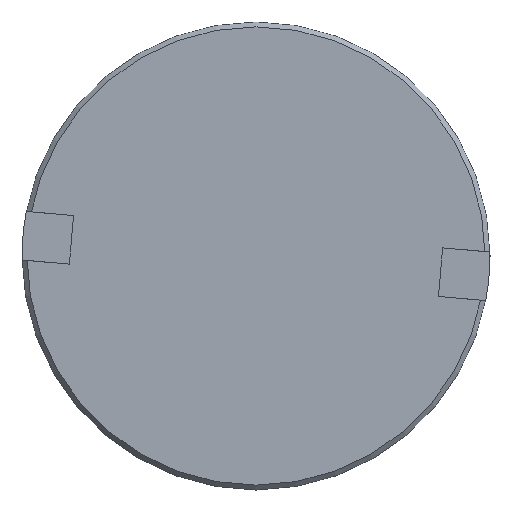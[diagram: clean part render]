
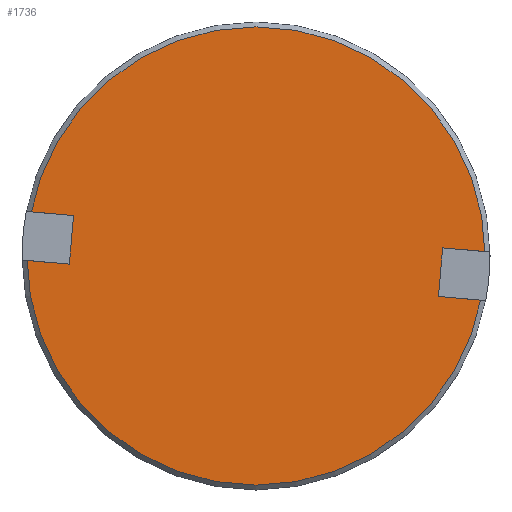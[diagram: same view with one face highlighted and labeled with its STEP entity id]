
A CAD part, front view. The second image highlights one B-rep face of the part: STEP entity #1736.
In plain terms, the highlighted planar face has unit normal (0, -1, 0).
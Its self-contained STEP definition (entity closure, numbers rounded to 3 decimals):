
#205=FACE_BOUND('',#343,.T.);
#206=FACE_BOUND('',#344,.T.);
#209=PLANE('',#1851);
#244=FACE_OUTER_BOUND('',#342,.T.);
#342=EDGE_LOOP('',(#1189));
#343=EDGE_LOOP('',(#1190,#1191,#1192,#1193));
#344=EDGE_LOOP('',(#1194,#1195,#1196,#1197));
#444=LINE('',#2143,#578);
#445=LINE('',#2147,#579);
#446=LINE('',#2148,#580);
#447=LINE('',#2153,#581);
#448=LINE('',#2155,#582);
#449=LINE('',#2156,#583);
#578=VECTOR('',#1911,10.);
#579=VECTOR('',#1914,10.);
#580=VECTOR('',#1915,10.);
#581=VECTOR('',#1918,10.);
#582=VECTOR('',#1919,10.);
#583=VECTOR('',#1920,10.);
#711=CIRCLE('',#1848,23.5);
#713=CIRCLE('',#1852,23.);
#714=CIRCLE('',#1853,23.);
#724=VERTEX_POINT('',#2133);
#726=VERTEX_POINT('',#2141);
#727=VERTEX_POINT('',#2142);
#728=VERTEX_POINT('',#2144);
#729=VERTEX_POINT('',#2146);
#730=VERTEX_POINT('',#2149);
#731=VERTEX_POINT('',#2150);
#732=VERTEX_POINT('',#2152);
#733=VERTEX_POINT('',#2154);
#908=EDGE_CURVE('',#724,#724,#711,.T.);
#911=EDGE_CURVE('',#726,#727,#444,.T.);
#912=EDGE_CURVE('',#727,#728,#713,.T.);
#913=EDGE_CURVE('',#728,#729,#445,.T.);
#914=EDGE_CURVE('',#729,#726,#446,.T.);
#915=EDGE_CURVE('',#730,#731,#714,.T.);
#916=EDGE_CURVE('',#731,#732,#447,.T.);
#917=EDGE_CURVE('',#732,#733,#448,.T.);
#918=EDGE_CURVE('',#733,#730,#449,.T.);
#1189=ORIENTED_EDGE('',*,*,#908,.F.);
#1190=ORIENTED_EDGE('',*,*,#911,.T.);
#1191=ORIENTED_EDGE('',*,*,#912,.T.);
#1192=ORIENTED_EDGE('',*,*,#913,.T.);
#1193=ORIENTED_EDGE('',*,*,#914,.T.);
#1194=ORIENTED_EDGE('',*,*,#915,.T.);
#1195=ORIENTED_EDGE('',*,*,#916,.T.);
#1196=ORIENTED_EDGE('',*,*,#917,.T.);
#1197=ORIENTED_EDGE('',*,*,#918,.T.);
#1736=ADVANCED_FACE('',(#244,#205,#206),#209,.F.);
#1848=AXIS2_PLACEMENT_3D('',#2135,#1902,#1903);
#1851=AXIS2_PLACEMENT_3D('',#2140,#1909,#1910);
#1852=AXIS2_PLACEMENT_3D('',#2145,#1912,#1913);
#1853=AXIS2_PLACEMENT_3D('',#2151,#1916,#1917);
#1902=DIRECTION('center_axis',(0.,1.,0.));
#1903=DIRECTION('ref_axis',(1.,0.,0.));
#1909=DIRECTION('center_axis',(0.,1.,0.));
#1910=DIRECTION('ref_axis',(1.,0.,0.));
#1911=DIRECTION('',(0.996,0.,-0.087));
#1912=DIRECTION('center_axis',(0.,1.,0.));
#1913=DIRECTION('ref_axis',(1.,0.,0.));
#1914=DIRECTION('',(-0.996,0.,0.087));
#1915=DIRECTION('',(0.087,0.,0.996));
#1916=DIRECTION('center_axis',(0.,1.,0.));
#1917=DIRECTION('ref_axis',(1.,0.,0.));
#1918=DIRECTION('',(0.996,0.,-0.087));
#1919=DIRECTION('',(-0.087,0.,-0.996));
#1920=DIRECTION('',(-0.996,0.,0.087));
#2133=CARTESIAN_POINT('',(-23.5,0.,0.));
#2135=CARTESIAN_POINT('Origin',(0.,0.,0.));
#2140=CARTESIAN_POINT('Origin',(0.,0.,0.));
#2141=CARTESIAN_POINT('',(19.146,0.,0.835));
#2142=CARTESIAN_POINT('',(22.995,0.,0.498));
#2143=CARTESIAN_POINT('',(11.606,0.,1.494));
#2144=CARTESIAN_POINT('',(22.559,0.,-4.483));
#2145=CARTESIAN_POINT('Origin',(0.,0.,0.));
#2146=CARTESIAN_POINT('',(18.71,0.,-4.146));
#2147=CARTESIAN_POINT('',(9.246,0.,-3.318));
#2148=CARTESIAN_POINT('',(19.037,0.,-0.411));
#2149=CARTESIAN_POINT('',(-22.995,0.,-0.498));
#2150=CARTESIAN_POINT('',(-22.559,0.,4.483));
#2151=CARTESIAN_POINT('Origin',(0.,0.,0.));
#2152=CARTESIAN_POINT('',(-18.71,0.,4.146));
#2153=CARTESIAN_POINT('',(-9.246,0.,3.318));
#2154=CARTESIAN_POINT('',(-19.146,0.,-0.835));
#2155=CARTESIAN_POINT('',(-19.037,0.,0.411));
#2156=CARTESIAN_POINT('',(-11.606,0.,-1.494));
